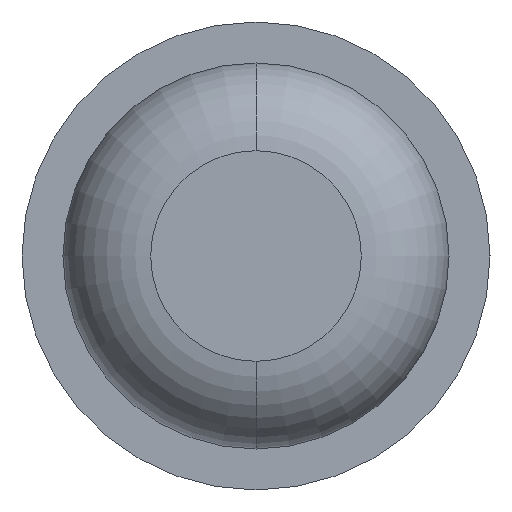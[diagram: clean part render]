
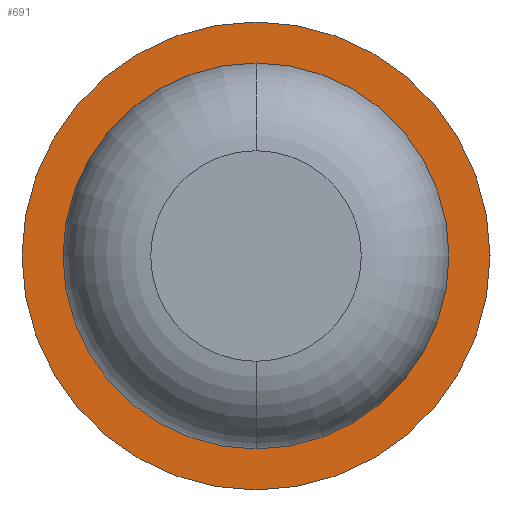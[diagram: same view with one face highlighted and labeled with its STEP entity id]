
A CAD part, front view. The second image highlights one B-rep face of the part: STEP entity #691.
In plain terms, the highlighted planar face has unit normal (0, -1, 0).
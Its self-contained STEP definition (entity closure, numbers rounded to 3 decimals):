
#25 = CIRCLE ( 'NONE', #3142, 1. ) ;
#39 = ORIENTED_EDGE ( 'NONE', *, *, #2756, .F. ) ;
#122 = FACE_OUTER_BOUND ( 'NONE', #1435, .T. ) ;
#440 = DIRECTION ( 'NONE',  ( 0., 0., 1. ) ) ;
#691 = ADVANCED_FACE ( 'Defeature ausgef�hrt1_4', ( #1253, #122 ), #1594, .T. ) ;
#771 = ORIENTED_EDGE ( 'NONE', *, *, #3274, .F. ) ;
#972 = CARTESIAN_POINT ( 'NONE',  ( -1., -3., 0. ) ) ;
#1043 = DIRECTION ( 'NONE',  ( 0., -1., 0. ) ) ;
#1056 = ORIENTED_EDGE ( 'NONE', *, *, #3346, .F. ) ;
#1059 = CIRCLE ( 'NONE', #1288, 0.825 ) ;
#1245 = ORIENTED_EDGE ( 'NONE', *, *, #3247, .F. ) ;
#1253 = FACE_BOUND ( 'NONE', #3345, .T. ) ;
#1288 = AXIS2_PLACEMENT_3D ( 'NONE', #2807, #3409, #3125 ) ;
#1435 = EDGE_LOOP ( 'NONE', ( #1245, #39 ) ) ;
#1490 = CARTESIAN_POINT ( 'NONE',  ( 0., -3., -0.825 ) ) ;
#1594 = PLANE ( 'NONE',  #3027 ) ;
#1878 = DIRECTION ( 'NONE',  ( 0., 0., -1. ) ) ;
#1883 = CARTESIAN_POINT ( 'NONE',  ( 0., -3., 0. ) ) ;
#1890 = DIRECTION ( 'NONE',  ( 0., -1., 0. ) ) ;
#2195 = VERTEX_POINT ( 'NONE', #1490 ) ;
#2344 = CIRCLE ( 'NONE', #2570, 1. ) ;
#2391 = CIRCLE ( 'NONE', #3410, 0.825 ) ;
#2565 = VERTEX_POINT ( 'NONE', #2865 ) ;
#2570 = AXIS2_PLACEMENT_3D ( 'NONE', #2778, #2736, #3058 ) ;
#2736 = DIRECTION ( 'NONE',  ( 0., 1., 0. ) ) ;
#2742 = DIRECTION ( 'NONE',  ( 0., 0., -1. ) ) ;
#2756 = EDGE_CURVE ( 'Defeature ausgef�hrt1_5+Defeature ausgef�hrt1_4+Defeature ausgef�hrt1_4+Defeature ausgef�hrt1_4', #2949, #2758, #2344, .T. ) ;
#2758 = VERTEX_POINT ( 'NONE', #3612 ) ;
#2778 = CARTESIAN_POINT ( 'NONE',  ( 0., -3., 0. ) ) ;
#2807 = CARTESIAN_POINT ( 'NONE',  ( 0., -3., 0. ) ) ;
#2865 = CARTESIAN_POINT ( 'NONE',  ( 0., -3., 0.825 ) ) ;
#2949 = VERTEX_POINT ( 'NONE', #3097 ) ;
#3027 = AXIS2_PLACEMENT_3D ( 'NONE', #972, #1890, #1878 ) ;
#3058 = DIRECTION ( 'NONE',  ( 0., 0., 1. ) ) ;
#3097 = CARTESIAN_POINT ( 'NONE',  ( 0., -3., -1. ) ) ;
#3125 = DIRECTION ( 'NONE',  ( 0., 0., -1. ) ) ;
#3142 = AXIS2_PLACEMENT_3D ( 'NONE', #1883, #3372, #440 ) ;
#3247 = EDGE_CURVE ( 'Defeature ausgef�hrt1_5+Defeature ausgef�hrt1_4+Defeature ausgef�hrt1_4+Defeature ausgef�hrt1_4', #2758, #2949, #25, .T. ) ;
#3274 = EDGE_CURVE ( 'Defeature ausgef�hrt1_1+Defeature ausgef�hrt1_4+Defeature ausgef�hrt1_4+Defeature ausgef�hrt1_4', #2565, #2195, #2391, .T. ) ;
#3345 = EDGE_LOOP ( 'NONE', ( #771, #1056 ) ) ;
#3346 = EDGE_CURVE ( 'Defeature ausgef�hrt1_1+Defeature ausgef�hrt1_4+Defeature ausgef�hrt1_4+Defeature ausgef�hrt1_4', #2195, #2565, #1059, .T. ) ;
#3354 = CARTESIAN_POINT ( 'NONE',  ( 0., -3., 0. ) ) ;
#3372 = DIRECTION ( 'NONE',  ( 0., 1., 0. ) ) ;
#3409 = DIRECTION ( 'NONE',  ( 0., -1., 0. ) ) ;
#3410 = AXIS2_PLACEMENT_3D ( 'NONE', #3354, #1043, #2742 ) ;
#3612 = CARTESIAN_POINT ( 'NONE',  ( 0., -3., 1. ) ) ;
